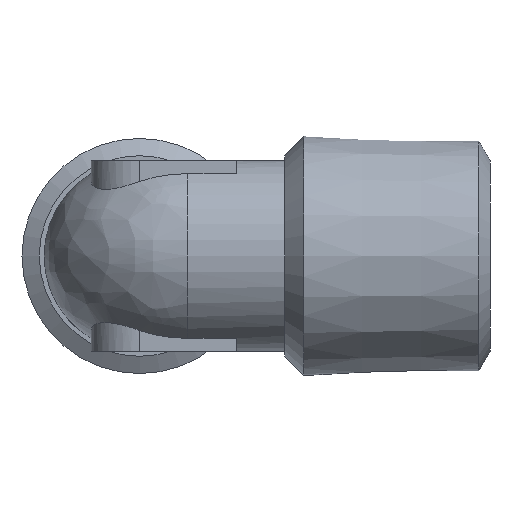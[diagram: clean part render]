
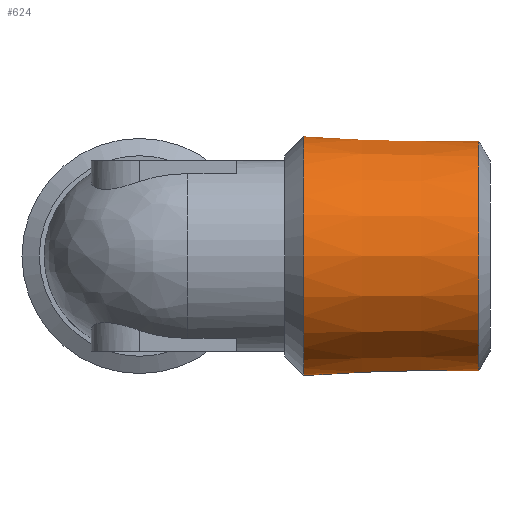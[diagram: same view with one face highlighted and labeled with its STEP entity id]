
A CAD part, left-side view. The second image highlights one B-rep face of the part: STEP entity #624.
In plain terms, the highlighted conical face has half-angle 1.583 degrees and reference radius 4.85 mm.
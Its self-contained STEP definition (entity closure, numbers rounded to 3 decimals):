
#130=CONICAL_SURFACE('',#697,4.85,0.028);
#139=FACE_BOUND('',#211,.T.);
#160=FACE_OUTER_BOUND('',#210,.T.);
#210=EDGE_LOOP('',(#453));
#211=EDGE_LOOP('',(#454));
#270=CIRCLE('',#691,4.95);
#272=CIRCLE('',#695,4.75);
#303=VERTEX_POINT('',#978);
#305=VERTEX_POINT('',#984);
#364=EDGE_CURVE('',#303,#303,#270,.T.);
#366=EDGE_CURVE('',#305,#305,#272,.T.);
#453=ORIENTED_EDGE('',*,*,#364,.F.);
#454=ORIENTED_EDGE('',*,*,#366,.T.);
#624=ADVANCED_FACE('',(#160,#139),#130,.T.);
#691=AXIS2_PLACEMENT_3D('',#979,#782,#783);
#695=AXIS2_PLACEMENT_3D('',#985,#790,#791);
#697=AXIS2_PLACEMENT_3D('',#988,#794,#795);
#782=DIRECTION('center_axis',(0.,1.,0.));
#783=DIRECTION('ref_axis',(1.,0.,0.));
#790=DIRECTION('center_axis',(0.,1.,0.));
#791=DIRECTION('ref_axis',(1.,0.,0.));
#794=DIRECTION('center_axis',(0.,1.,0.));
#795=DIRECTION('ref_axis',(-1.,0.,0.));
#978=CARTESIAN_POINT('',(-4.95,7.7,0.));
#979=CARTESIAN_POINT('Origin',(0.,7.7,0.));
#984=CARTESIAN_POINT('',(-4.75,0.462,0.));
#985=CARTESIAN_POINT('Origin',(0.,0.462,0.));
#988=CARTESIAN_POINT('Origin',(0.,4.081,0.));
